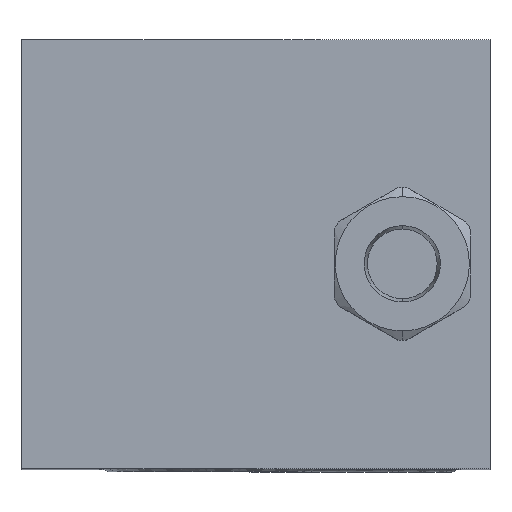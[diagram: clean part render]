
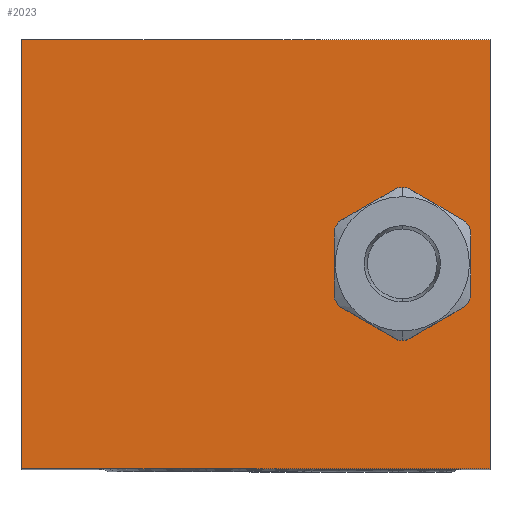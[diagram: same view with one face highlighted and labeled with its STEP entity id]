
A CAD part, top view. The second image highlights one B-rep face of the part: STEP entity #2023.
In plain terms, the highlighted planar face has unit normal (0, 0, 1).
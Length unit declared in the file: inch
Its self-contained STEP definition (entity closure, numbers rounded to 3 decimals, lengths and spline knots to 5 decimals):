
#153=DIRECTION('',(0.,-1.,0.));
#154=VECTOR('',#153,2.75);
#155=CARTESIAN_POINT('',(0.,0.,4.));
#156=LINE('',#155,#154);
#157=DIRECTION('',(-1.,0.,0.));
#158=VECTOR('',#157,3.);
#159=CARTESIAN_POINT('',(3.,0.,4.));
#160=LINE('',#159,#158);
#161=DIRECTION('',(0.,1.,0.));
#162=VECTOR('',#161,2.75);
#163=CARTESIAN_POINT('',(3.,-2.75,4.));
#164=LINE('',#163,#162);
#165=DIRECTION('',(1.,0.,0.));
#166=VECTOR('',#165,3.);
#167=CARTESIAN_POINT('',(0.,-2.75,4.));
#168=LINE('',#167,#166);
#169=CARTESIAN_POINT('',(2.438,-1.438,4.));
#170=DIRECTION('',(0.,0.,-1.));
#171=DIRECTION('',(-1.,0.,0.));
#172=AXIS2_PLACEMENT_3D('',#169,#170,#171);
#174=CARTESIAN_POINT('',(2.438,-1.438,4.));
#175=DIRECTION('',(0.,0.,-1.));
#176=DIRECTION('',(1.,0.,0.));
#177=AXIS2_PLACEMENT_3D('',#174,#175,#176);
#1601=CARTESIAN_POINT('',(0.,0.,4.));
#1602=CARTESIAN_POINT('',(0.,-2.75,4.));
#1603=VERTEX_POINT('',#1601);
#1604=VERTEX_POINT('',#1602);
#1605=CARTESIAN_POINT('',(3.,-2.75,4.));
#1606=VERTEX_POINT('',#1605);
#1607=CARTESIAN_POINT('',(3.,0.,4.));
#1608=VERTEX_POINT('',#1607);
#1840=CARTESIAN_POINT('',(2.8685,-1.438,4.));
#1841=VERTEX_POINT('',#1840);
#1850=CARTESIAN_POINT('',(2.0075,-1.438,4.));
#1851=VERTEX_POINT('',#1850);
#2006=CARTESIAN_POINT('',(0.,0.,4.));
#2007=DIRECTION('',(0.,0.,1.));
#2008=DIRECTION('',(1.,0.,0.));
#2009=AXIS2_PLACEMENT_3D('',#2006,#2007,#2008);
#2010=PLANE('',#2009);
#2011=ORIENTED_EDGE('',*,*,#1886,.F.);
#2012=ORIENTED_EDGE('',*,*,#1913,.F.);
#2013=ORIENTED_EDGE('',*,*,#1951,.F.);
#2014=ORIENTED_EDGE('',*,*,#1964,.F.);
#2015=EDGE_LOOP('',(#2011,#2012,#2013,#2014));
#2016=FACE_OUTER_BOUND('',#2015,.F.);
#2018=ORIENTED_EDGE('',*,*,#2017,.F.);
#2020=ORIENTED_EDGE('',*,*,#2019,.F.);
#2021=EDGE_LOOP('',(#2018,#2020));
#2022=FACE_BOUND('',#2021,.F.);
#2023=ADVANCED_FACE('',(#2016,#2022),#2010,.T.);
#173=CIRCLE('',#172,0.4305);
#178=CIRCLE('',#177,0.4305);
#1886=EDGE_CURVE('',#1603,#1604,#156,.T.);
#1913=EDGE_CURVE('',#1608,#1603,#160,.T.);
#1951=EDGE_CURVE('',#1606,#1608,#164,.T.);
#1964=EDGE_CURVE('',#1604,#1606,#168,.T.);
#2017=EDGE_CURVE('',#1851,#1841,#173,.T.);
#2019=EDGE_CURVE('',#1841,#1851,#178,.T.);
